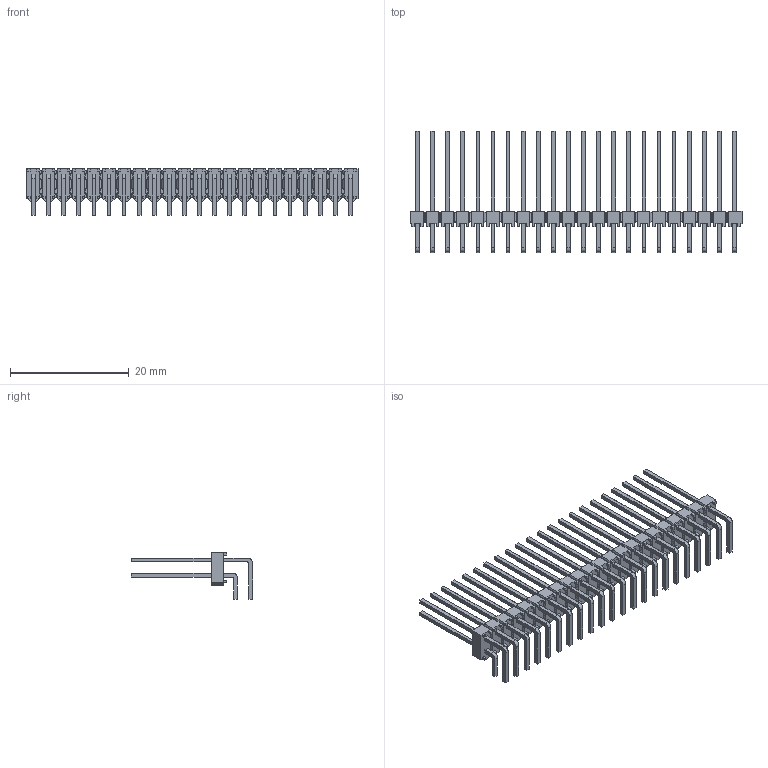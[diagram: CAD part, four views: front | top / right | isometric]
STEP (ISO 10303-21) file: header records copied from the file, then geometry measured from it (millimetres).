
FILE_DESCRIPTION(('FreeCAD Model'),'2;1');
FILE_NAME('Open CASCADE Shape Model','2025-02-16T11:01:28',(''),(''), 'Open CASCADE STEP processor 7.8','FreeCAD','Unknown');
FILE_SCHEMA(('AUTOMOTIVE_DESIGN { 1 0 10303 214 1 1 1 1 }'));
Length unit declared in the file: millimetre
Products named in the file (3): MTSW-122-10-L-D-530-RA; MTSW-122-10-L-D-530-RA_body; MTSW-122-10-D-530-RA
Assembly tree (2 placements, depth 2):
  MTSW-122-10-L-D-530-RA
    MTSW-122-10-L-D-530-RA_body
    MTSW-122-10-D-530-RA
Bounding box: 55.88 x 20.38 x 7.85 mm (x, y, z)
Volume: 988.6 mm3; surface area: 4357 mm2
Topology: 2 solids, 2 shells, 1960 faces, 5178 edges, 3228 vertices
Faces by surface type: plane 1872, cylinder 88
Entity records: 58992 total; most frequent: CARTESIAN_POINT 10369, ORIENTED_EDGE 10356, DIRECTION 9280, EDGE_CURVE 5178, LINE 5002, VECTOR 5002, VERTEX_POINT 3228, AXIS2_PLACEMENT_3D 2139
